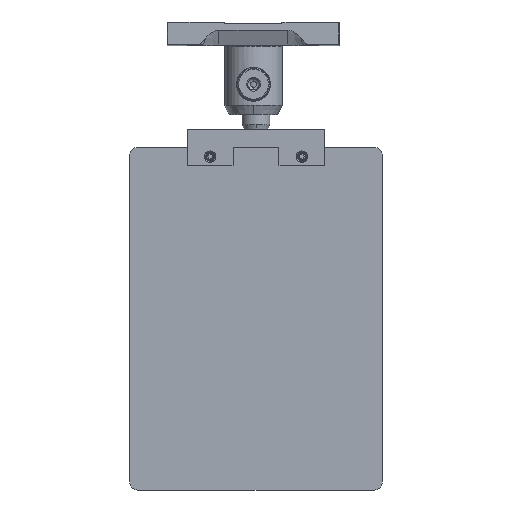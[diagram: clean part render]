
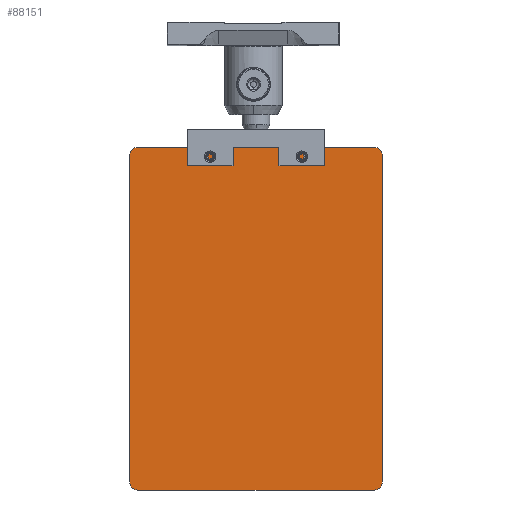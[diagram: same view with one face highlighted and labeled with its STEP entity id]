
A CAD part, front view. The second image highlights one B-rep face of the part: STEP entity #88151.
In plain terms, the highlighted planar face has unit normal (0, -1, 0).
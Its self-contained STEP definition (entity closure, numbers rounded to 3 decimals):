
#3647 = DIRECTION ( 'NONE',  ( 0., -1., 0. ) ) ;
#4027 = ORIENTED_EDGE ( 'NONE', *, *, #70508, .T. ) ;
#5083 = CARTESIAN_POINT ( 'NONE',  ( -51.5, 0., 0. ) ) ;
#5901 = ORIENTED_EDGE ( 'NONE', *, *, #10847, .T. ) ;
#7301 = EDGE_CURVE ( 'NONE', #23823, #19883, #8859, .T. ) ;
#8574 = VERTEX_POINT ( 'NONE', #44501 ) ;
#8859 = LINE ( 'NONE', #17104, #25609 ) ;
#8967 = CARTESIAN_POINT ( 'NONE',  ( -51.5, 0., -145.5 ) ) ;
#10847 = EDGE_CURVE ( 'NONE', #64178, #93021, #38391, .T. ) ;
#11353 = DIRECTION ( 'NONE',  ( 0., 1., 0. ) ) ;
#11975 = VERTEX_POINT ( 'NONE', #106474 ) ;
#12869 = ORIENTED_EDGE ( 'NONE', *, *, #61880, .F. ) ;
#15314 = ORIENTED_EDGE ( 'NONE', *, *, #79559, .F. ) ;
#17104 = CARTESIAN_POINT ( 'NONE',  ( 55., 0., -3.5 ) ) ;
#17765 = CARTESIAN_POINT ( 'NONE',  ( -51.5, 0., 0. ) ) ;
#18909 = CIRCLE ( 'NONE', #36411, 3.5 ) ;
#19883 = VERTEX_POINT ( 'NONE', #49381 ) ;
#21408 = ORIENTED_EDGE ( 'NONE', *, *, #90716, .T. ) ;
#22485 = EDGE_CURVE ( 'NONE', #41732, #88146, #48928, .T. ) ;
#23199 = AXIS2_PLACEMENT_3D ( 'NONE', #43382, #62104, #86408 ) ;
#23823 = VERTEX_POINT ( 'NONE', #79255 ) ;
#25039 = CIRCLE ( 'NONE', #23199, 3.5 ) ;
#25609 = VECTOR ( 'NONE', #86109, 1000. ) ;
#31043 = DIRECTION ( 'NONE',  ( 1., 0., 0. ) ) ;
#31643 = AXIS2_PLACEMENT_3D ( 'NONE', #44484, #11353, #94584 ) ;
#32010 = CARTESIAN_POINT ( 'NONE',  ( -51.5, 0., -149. ) ) ;
#32445 = DIRECTION ( 'NONE',  ( -1., 0., 0. ) ) ;
#34886 = VECTOR ( 'NONE', #31043, 1000. ) ;
#36411 = AXIS2_PLACEMENT_3D ( 'NONE', #78691, #3647, #37325 ) ;
#37325 = DIRECTION ( 'NONE',  ( 1., 0., 0. ) ) ;
#37977 = CARTESIAN_POINT ( 'NONE',  ( -51.5, 0., -3.5 ) ) ;
#38391 = CIRCLE ( 'NONE', #105360, 3.5 ) ;
#41732 = VERTEX_POINT ( 'NONE', #56949 ) ;
#43382 = CARTESIAN_POINT ( 'NONE',  ( 51.5, 0., -145.5 ) ) ;
#44484 = CARTESIAN_POINT ( 'NONE',  ( 0., 0., 0. ) ) ;
#44501 = CARTESIAN_POINT ( 'NONE',  ( 51.5, 0., 0. ) ) ;
#48928 = CIRCLE ( 'NONE', #70013, 3.5 ) ;
#49350 = DIRECTION ( 'NONE',  ( -1., 0., 0. ) ) ;
#49381 = CARTESIAN_POINT ( 'NONE',  ( 55., 0., -145.5 ) ) ;
#52191 = EDGE_CURVE ( 'NONE', #64178, #8574, #71324, .T. ) ;
#52254 = VECTOR ( 'NONE', #32445, 1000. ) ;
#53446 = DIRECTION ( 'NONE',  ( 0., -1., 0. ) ) ;
#54951 = EDGE_LOOP ( 'NONE', ( #12869, #21408, #108508, #4027, #86742, #5901, #15314, #86787 ) ) ;
#56949 = CARTESIAN_POINT ( 'NONE',  ( -55., 0., -145.5 ) ) ;
#57416 = CARTESIAN_POINT ( 'NONE',  ( -55., 0., -3.5 ) ) ;
#61880 = EDGE_CURVE ( 'NONE', #11975, #88146, #107455, .T. ) ;
#62104 = DIRECTION ( 'NONE',  ( 0., -1., 0. ) ) ;
#63314 = DIRECTION ( 'NONE',  ( 0., 0., 1. ) ) ;
#64178 = VERTEX_POINT ( 'NONE', #17765 ) ;
#70013 = AXIS2_PLACEMENT_3D ( 'NONE', #8967, #85082, #49350 ) ;
#70508 = EDGE_CURVE ( 'NONE', #23823, #8574, #18909, .T. ) ;
#71324 = LINE ( 'NONE', #5083, #34886 ) ;
#78270 = LINE ( 'NONE', #79323, #79772 ) ;
#78691 = CARTESIAN_POINT ( 'NONE',  ( 51.5, 0., -3.5 ) ) ;
#79255 = CARTESIAN_POINT ( 'NONE',  ( 55., 0., -3.5 ) ) ;
#79323 = CARTESIAN_POINT ( 'NONE',  ( -55., 0., -145.5 ) ) ;
#79559 = EDGE_CURVE ( 'NONE', #41732, #93021, #78270, .T. ) ;
#79772 = VECTOR ( 'NONE', #87597, 1000. ) ;
#85082 = DIRECTION ( 'NONE',  ( 0., -1., 0. ) ) ;
#86109 = DIRECTION ( 'NONE',  ( 0., 0., -1. ) ) ;
#86408 = DIRECTION ( 'NONE',  ( 0., 0., -1. ) ) ;
#86742 = ORIENTED_EDGE ( 'NONE', *, *, #52191, .F. ) ;
#86787 = ORIENTED_EDGE ( 'NONE', *, *, #22485, .T. ) ;
#87470 = FACE_OUTER_BOUND ( 'NONE', #54951, .T. ) ;
#87597 = DIRECTION ( 'NONE',  ( 0., 0., 1. ) ) ;
#88146 = VERTEX_POINT ( 'NONE', #32010 ) ;
#88151 = ADVANCED_FACE ( 'NONE', ( #87470 ), #102353, .F. ) ;
#90716 = EDGE_CURVE ( 'NONE', #11975, #19883, #25039, .T. ) ;
#91371 = CARTESIAN_POINT ( 'NONE',  ( 51.5, 0., -149. ) ) ;
#93021 = VERTEX_POINT ( 'NONE', #57416 ) ;
#94584 = DIRECTION ( 'NONE',  ( 1., 0., 0. ) ) ;
#102353 = PLANE ( 'NONE',  #31643 ) ;
#105360 = AXIS2_PLACEMENT_3D ( 'NONE', #37977, #53446, #63314 ) ;
#106474 = CARTESIAN_POINT ( 'NONE',  ( 51.5, 0., -149. ) ) ;
#107455 = LINE ( 'NONE', #91371, #52254 ) ;
#108508 = ORIENTED_EDGE ( 'NONE', *, *, #7301, .F. ) ;
